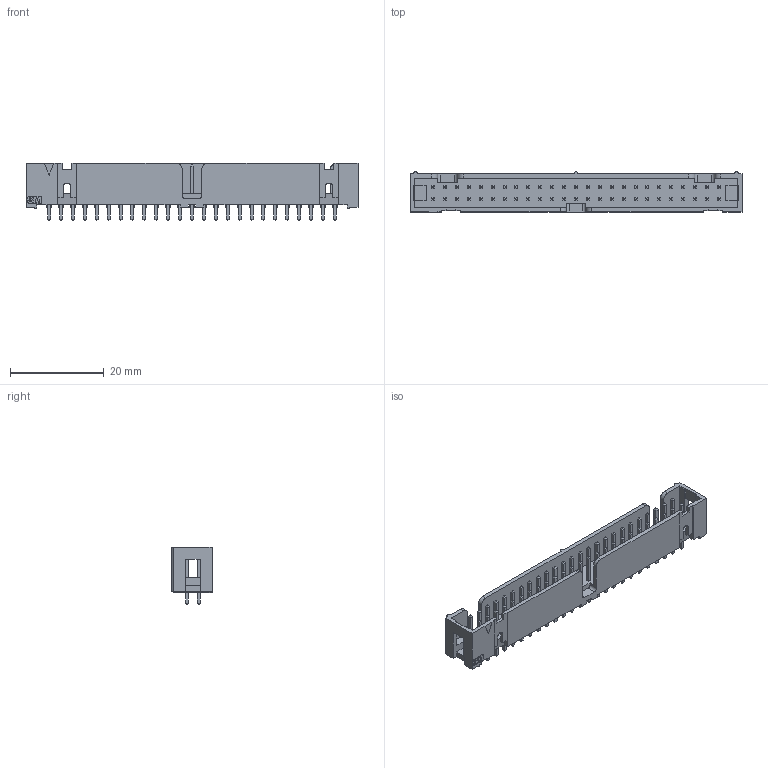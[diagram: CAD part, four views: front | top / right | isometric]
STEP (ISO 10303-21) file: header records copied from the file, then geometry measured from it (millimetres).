
FILE_DESCRIPTION((''),'2;1');
FILE_NAME('3M_2550-6002RB.stp','2008-05-14T18:52:34',(''),(''),'Mechanical Desktop 2008','Mechanical Desktop 2008',', , ');
FILE_SCHEMA(('AUTOMOTIVE_DESIGN { 1 2 10303 214 1 1 1 1 }'));
Length unit declared in the file: millimetre
Products named in the file (1): Product
Bounding box: 70.82 x 8.64 x 12.24 mm (x, y, z)
Volume: 2290.3 mm3; surface area: 4719.2 mm2
Topology: 101 solids, 101 shells, 1283 faces, 2828 edges, 1768 vertices
Faces by surface type: plane 925, bspline 304, cylinder 54
Entity records: 35004 total; most frequent: CARTESIAN_POINT 9438, ORIENTED_EDGE 5656, DIRECTION 3960, EDGE_CURVE 2828, VECTOR 2000, LINE 2000, VERTEX_POINT 1768, EDGE_LOOP 1312
